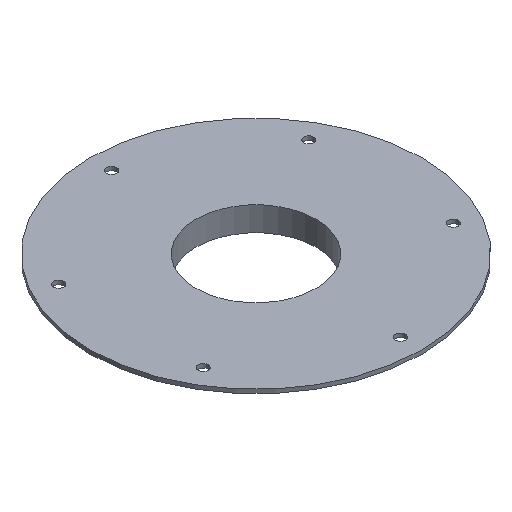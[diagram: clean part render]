
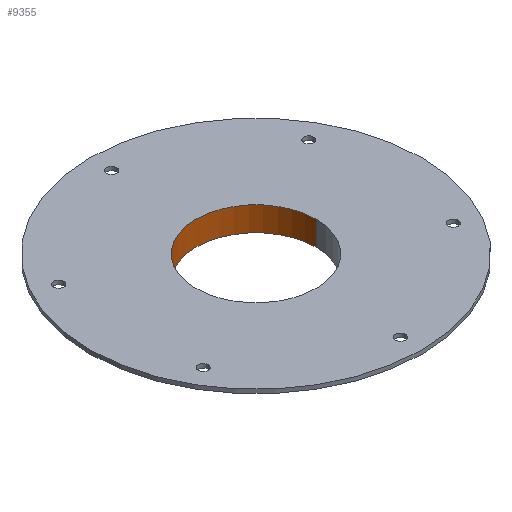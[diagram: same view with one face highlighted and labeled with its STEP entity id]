
A CAD part, isometric view. The second image highlights one B-rep face of the part: STEP entity #9355.
In plain terms, the highlighted cylindrical face has radius 23.5 mm (diameter 47 mm), a partial arc.
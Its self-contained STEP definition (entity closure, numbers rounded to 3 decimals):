
#1485 = DIRECTION ( 'NONE',  ( 0., 0., -1. ) ) ;
#2477 = AXIS2_PLACEMENT_3D ( 'NONE', #36994, #21932, #13905 ) ;
#3124 = AXIS2_PLACEMENT_3D ( 'NONE', #27430, #1485, #35834 ) ;
#3433 = VECTOR ( 'NONE', #8767, 1000. ) ;
#4838 = CARTESIAN_POINT ( 'NONE',  ( -23.5, 0., -8.75 ) ) ;
#5569 = LINE ( 'NONE', #28311, #37067 ) ;
#5870 = CARTESIAN_POINT ( 'NONE',  ( 0., 0., -8.75 ) ) ;
#6194 = CARTESIAN_POINT ( 'NONE',  ( 23.5, 0., 0.75 ) ) ;
#6624 = CARTESIAN_POINT ( 'NONE',  ( 23.5, 0., -8.75 ) ) ;
#7500 = AXIS2_PLACEMENT_3D ( 'NONE', #5870, #17510, #26292 ) ;
#8767 = DIRECTION ( 'NONE',  ( 0., 0., -1. ) ) ;
#9355 = ADVANCED_FACE ( 'NONE', ( #28428 ), #34349, .F. ) ;
#9655 = ORIENTED_EDGE ( 'NONE', *, *, #37739, .F. ) ;
#10460 = CIRCLE ( 'NONE', #3124, 23.5 ) ;
#11703 = VERTEX_POINT ( 'NONE', #6194 ) ;
#13905 = DIRECTION ( 'NONE',  ( -1., 0., 0. ) ) ;
#15625 = ORIENTED_EDGE ( 'NONE', *, *, #36598, .T. ) ;
#17209 = DIRECTION ( 'NONE',  ( 0., 0., -1. ) ) ;
#17269 = CIRCLE ( 'NONE', #7500, 23.5 ) ;
#17510 = DIRECTION ( 'NONE',  ( 0., 0., -1. ) ) ;
#21932 = DIRECTION ( 'NONE',  ( 0., 0., -1. ) ) ;
#23091 = ORIENTED_EDGE ( 'NONE', *, *, #30587, .F. ) ;
#24018 = EDGE_CURVE ( 'NONE', #26317, #31302, #17269, .T. ) ;
#25163 = VERTEX_POINT ( 'NONE', #33618 ) ;
#25445 = LINE ( 'NONE', #30829, #3433 ) ;
#26292 = DIRECTION ( 'NONE',  ( -1., 0., 0. ) ) ;
#26317 = VERTEX_POINT ( 'NONE', #4838 ) ;
#27171 = EDGE_LOOP ( 'NONE', ( #9655, #23091, #15625, #32130 ) ) ;
#27430 = CARTESIAN_POINT ( 'NONE',  ( 0., 0., 0.75 ) ) ;
#28311 = CARTESIAN_POINT ( 'NONE',  ( 23.5, 0., 0.75 ) ) ;
#28428 = FACE_OUTER_BOUND ( 'NONE', #27171, .T. ) ;
#30587 = EDGE_CURVE ( 'NONE', #25163, #11703, #10460, .T. ) ;
#30829 = CARTESIAN_POINT ( 'NONE',  ( -23.5, 0., 0.75 ) ) ;
#31302 = VERTEX_POINT ( 'NONE', #6624 ) ;
#32130 = ORIENTED_EDGE ( 'NONE', *, *, #24018, .T. ) ;
#33618 = CARTESIAN_POINT ( 'NONE',  ( -23.5, 0., 0.75 ) ) ;
#34349 = CYLINDRICAL_SURFACE ( 'NONE', #2477, 23.5 ) ;
#35834 = DIRECTION ( 'NONE',  ( -1., 0., 0. ) ) ;
#36598 = EDGE_CURVE ( 'NONE', #25163, #26317, #25445, .T. ) ;
#36994 = CARTESIAN_POINT ( 'NONE',  ( 0., 0., 0.75 ) ) ;
#37067 = VECTOR ( 'NONE', #17209, 1000. ) ;
#37739 = EDGE_CURVE ( 'NONE', #11703, #31302, #5569, .T. ) ;
